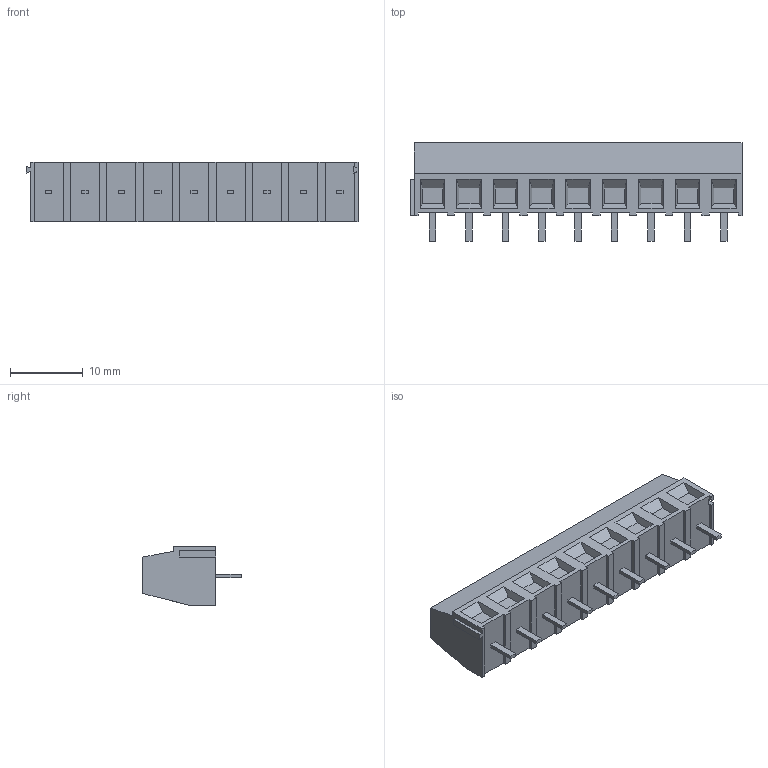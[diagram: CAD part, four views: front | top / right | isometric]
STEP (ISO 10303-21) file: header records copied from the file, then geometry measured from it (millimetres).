
FILE_DESCRIPTION((''),'2;1');
FILE_NAME('C-282836-9','2011-01-28T',('workeradm'),('Tyco Electronics Ltd.'),'PRO/ENGINEER BY PARAMETRIC TECHNOLOGY CORPORATION, 2009300','PRO/ENGINEER BY PARAMETRIC TECHNOLOGY CORPORATION, 2009300','');
FILE_SCHEMA(('AUTOMOTIVE_DESIGN { 1 0 10303 214 1 1 1 1 }'));
Length unit declared in the file: millimetre
Products named in the file (1): C-282836-9
Bounding box: 45.6 x 13.5 x 8.2 mm (x, y, z)
Volume: 2902.9 mm3; surface area: 2090.9 mm2
Topology: 1 solids, 1 shells, 253 faces, 672 edges, 448 vertices
Faces by surface type: plane 235, cylinder 18
Entity records: 8032 total; most frequent: CARTESIAN_POINT 1375, ORIENTED_EDGE 1344, DIRECTION 1250, EDGE_CURVE 672, VECTOR 600, LINE 600, VERTEX_POINT 448, AXIS2_PLACEMENT_3D 325
